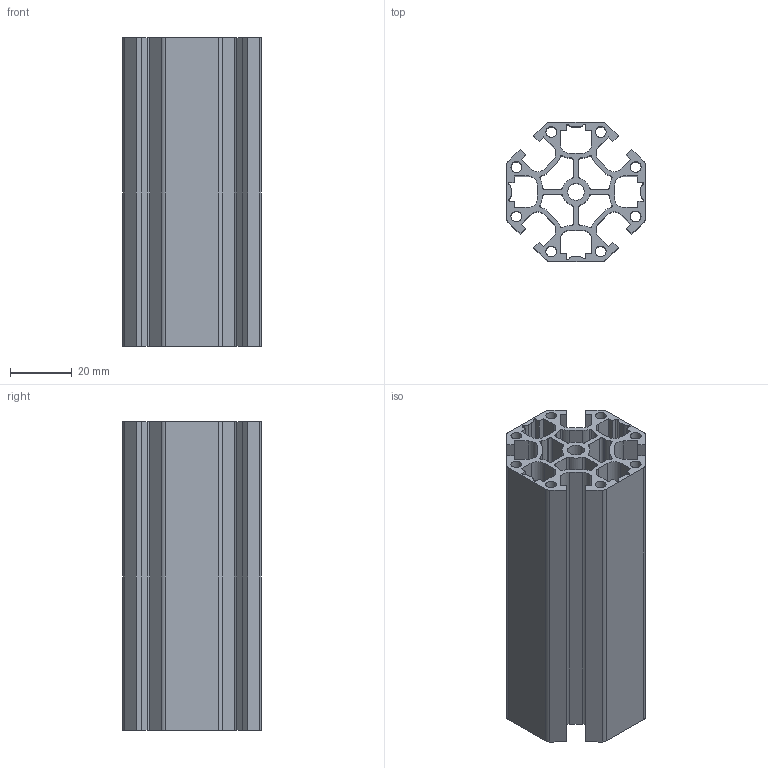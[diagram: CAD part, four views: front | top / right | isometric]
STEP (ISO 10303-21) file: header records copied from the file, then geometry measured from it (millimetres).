
FILE_DESCRIPTION(/* description */ ('Profil octagonal - drážka 6'),/* implementation_level */ '2;1');
FILE_NAME(/* name */ '183045.stp',/* time_stamp */ '2018-05-03T18:06:19+02:00',/* author */ ('Špaček'),/* organization */ ('Alutec K&K'),/* preprocessor_version */ 'ST-DEVELOPER v16.1',/* originating_system */ 'Autodesk Inventor 2016',/* authorisation */ '');
FILE_SCHEMA (('AUTOMOTIVE_DESIGN { 1 0 10303 214 3 1 1 }'));
Length unit declared in the file: millimetre
Products named in the file (1): 183045
Bounding box: 45 x 45 x 100 mm (x, y, z)
Volume: 59452.9 mm3; surface area: 65682.4 mm2
Topology: 1 solids, 1 shells, 195 faces, 579 edges, 386 vertices
Faces by surface type: plane 102, cylinder 93
Full cylindrical faces by diameter (mm): 3.5 x8, 5.5 x1
Entity records: 6626 total; most frequent: CARTESIAN_POINT 1152, DIRECTION 1148, ORIENTED_EDGE 1140, EDGE_CURVE 570, VERTEX_POINT 386, LINE 384, VECTOR 384, AXIS2_PLACEMENT_3D 382
